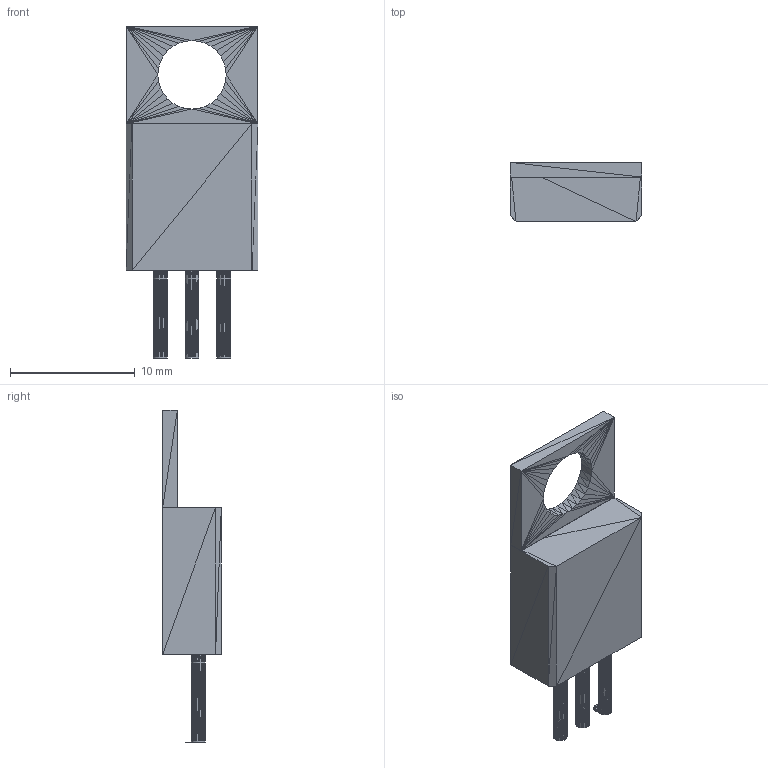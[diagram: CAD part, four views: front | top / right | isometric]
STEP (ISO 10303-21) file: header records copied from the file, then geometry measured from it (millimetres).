
FILE_DESCRIPTION(('STEP AP214'),'1');
FILE_NAME('T03B','2016-06-21T22:10:03',(''),(''),'','','');
FILE_SCHEMA(('AUTOMOTIVE_DESIGN'));
Length unit declared in the file: millimetre
Products named in the file (1): product
Bounding box: 10.54 x 4.7 x 26.57 mm (x, y, z)
Surface area: 862.2 mm2 (no closed solid volume)
Topology: 0 solids, 976 shells, 976 faces, 2928 edges, 2928 vertices
Faces by surface type: plane 976
Entity records: 32276 total; most frequent: CARTESIAN_POINT 6833, DIRECTION 4882, ORIENTED_EDGE 2928, EDGE_CURVE 2928, VERTEX_POINT 2928, LINE 2928, VECTOR 2928, AXIS2_PLACEMENT_3D 977
